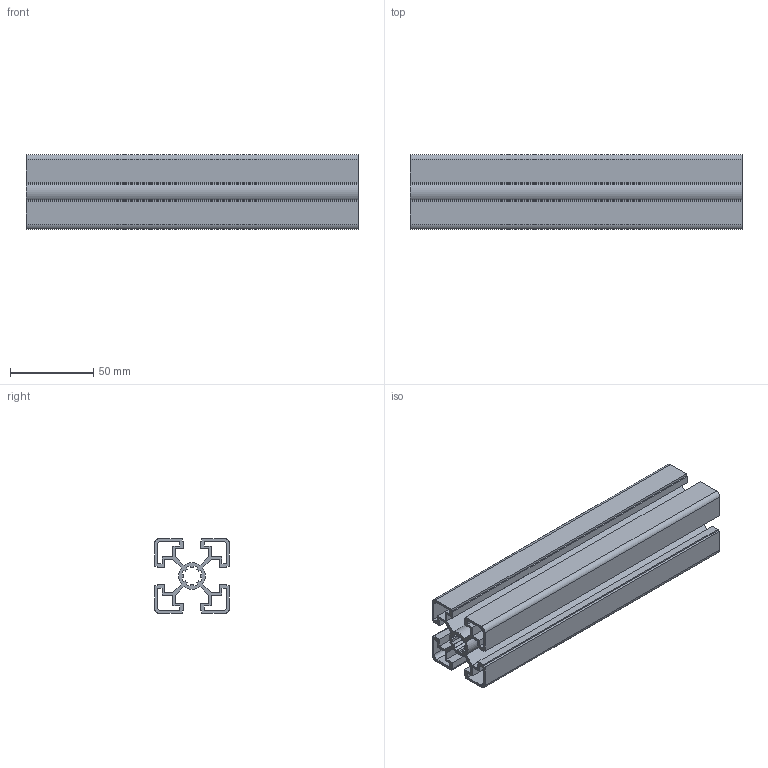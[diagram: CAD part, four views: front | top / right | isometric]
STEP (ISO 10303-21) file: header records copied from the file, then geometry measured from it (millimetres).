
FILE_DESCRIPTION(('FreeCAD Model'),'2;1');
FILE_NAME('Open CASCADE Shape Model','2024-03-19T08:18:29',(''),(''), 'Open CASCADE STEP processor 7.6','FreeCAD','Unknown');
FILE_SCHEMA(('AUTOMOTIVE_DESIGN { 1 0 10303 214 1 1 1 1 }'));
Length unit declared in the file: millimetre
Products named in the file (1): STB10-4545
Bounding box: 200 x 45 x 45 mm (x, y, z)
Volume: 111990.7 mm3; surface area: 126520.6 mm2
Topology: 1 solids, 1 shells, 134 faces, 396 edges, 264 vertices
Faces by surface type: plane 106, cylinder 28
Entity records: 9746 total; most frequent: CARTESIAN_POINT 1827, DIRECTION 1474, LINE 1076, VECTOR 1076, ORIENTED_EDGE 792, PCURVE 792, DEFINITIONAL_REPRESENTATION 792, EDGE_CURVE 396
